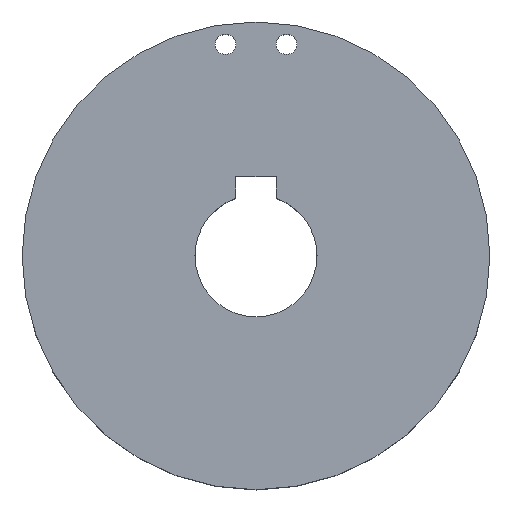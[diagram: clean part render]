
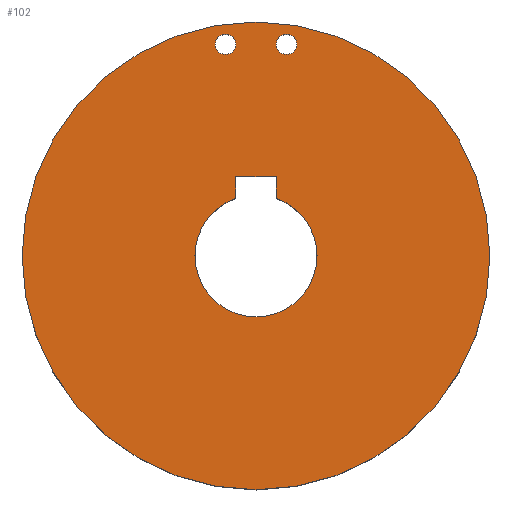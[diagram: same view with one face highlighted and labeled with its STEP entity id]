
A CAD part, top view. The second image highlights one B-rep face of the part: STEP entity #102.
In plain terms, the highlighted planar face has unit normal (0, 0, 1).
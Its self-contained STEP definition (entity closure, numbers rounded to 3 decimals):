
#7 = CARTESIAN_POINT ( 'NONE',  ( -3., 20.8, 0. ) ) ;
#11 = CARTESIAN_POINT ( 'NONE',  ( -2., 5.657, 0. ) ) ;
#13 = VERTEX_POINT ( 'NONE', #699 ) ;
#21 = CIRCLE ( 'NONE', #878, 6. ) ;
#35 = DIRECTION ( 'NONE',  ( 0., 0., -1. ) ) ;
#47 = ORIENTED_EDGE ( 'NONE', *, *, #687, .T. ) ;
#56 = CARTESIAN_POINT ( 'NONE',  ( -6., 0., 0. ) ) ;
#73 = AXIS2_PLACEMENT_3D ( 'NONE', #662, #297, #220 ) ;
#77 = VERTEX_POINT ( 'NONE', #542 ) ;
#78 = FACE_BOUND ( 'NONE', #459, .T. ) ;
#95 = EDGE_LOOP ( 'NONE', ( #578, #336 ) ) ;
#102 = ADVANCED_FACE ( 'NONE', ( #78, #493, #919, #276 ), #646, .T. ) ;
#110 = EDGE_CURVE ( 'NONE', #359, #525, #122, .T. ) ;
#122 = CIRCLE ( 'NONE', #701, 23. ) ;
#129 = DIRECTION ( 'NONE',  ( 0., 1., 0. ) ) ;
#132 = CIRCLE ( 'NONE', #290, 1. ) ;
#138 = DIRECTION ( 'NONE',  ( 0., 0., 1. ) ) ;
#145 = CIRCLE ( 'NONE', #579, 1. ) ;
#148 = ORIENTED_EDGE ( 'NONE', *, *, #242, .F. ) ;
#154 = DIRECTION ( 'NONE',  ( 0., 1., 0. ) ) ;
#177 = DIRECTION ( 'NONE',  ( -1., 0., 0. ) ) ;
#181 = VERTEX_POINT ( 'NONE', #520 ) ;
#191 = EDGE_CURVE ( 'NONE', #291, #77, #229, .T. ) ;
#199 = EDGE_LOOP ( 'NONE', ( #482, #711, #892, #420, #148, #821 ) ) ;
#200 = LINE ( 'NONE', #522, #375 ) ;
#212 = DIRECTION ( 'NONE',  ( 0., 0., -1. ) ) ;
#214 = CIRCLE ( 'NONE', #73, 6. ) ;
#220 = DIRECTION ( 'NONE',  ( 1., 0., 0. ) ) ;
#225 = VERTEX_POINT ( 'NONE', #302 ) ;
#227 = CARTESIAN_POINT ( 'NONE',  ( 0., 0., 0. ) ) ;
#229 = CIRCLE ( 'NONE', #305, 6. ) ;
#234 = ORIENTED_EDGE ( 'NONE', *, *, #387, .F. ) ;
#235 = AXIS2_PLACEMENT_3D ( 'NONE', #485, #138, #567 ) ;
#242 = EDGE_CURVE ( 'NONE', #774, #291, #214, .T. ) ;
#253 = EDGE_LOOP ( 'NONE', ( #657, #234 ) ) ;
#276 = FACE_OUTER_BOUND ( 'NONE', #253, .T. ) ;
#281 = EDGE_CURVE ( 'NONE', #181, #813, #341, .T. ) ;
#283 = EDGE_CURVE ( 'NONE', #225, #298, #145, .T. ) ;
#290 = AXIS2_PLACEMENT_3D ( 'NONE', #730, #362, #368 ) ;
#291 = VERTEX_POINT ( 'NONE', #582 ) ;
#297 = DIRECTION ( 'NONE',  ( 0., 0., 1. ) ) ;
#298 = VERTEX_POINT ( 'NONE', #594 ) ;
#302 = CARTESIAN_POINT ( 'NONE',  ( 2., 20.8, 0. ) ) ;
#304 = CARTESIAN_POINT ( 'NONE',  ( 2., 7.8, 0. ) ) ;
#305 = AXIS2_PLACEMENT_3D ( 'NONE', #227, #598, #742 ) ;
#334 = CARTESIAN_POINT ( 'NONE',  ( -3., 20.8, 0. ) ) ;
#336 = ORIENTED_EDGE ( 'NONE', *, *, #283, .F. ) ;
#341 = CIRCLE ( 'NONE', #559, 1. ) ;
#359 = VERTEX_POINT ( 'NONE', #531 ) ;
#362 = DIRECTION ( 'NONE',  ( 0., 0., 1. ) ) ;
#366 = CARTESIAN_POINT ( 'NONE',  ( 0., -23., 0. ) ) ;
#368 = DIRECTION ( 'NONE',  ( 1., 0., 0. ) ) ;
#375 = VECTOR ( 'NONE', #747, 1000. ) ;
#379 = DIRECTION ( 'NONE',  ( 1., 0., 0. ) ) ;
#387 = EDGE_CURVE ( 'NONE', #525, #359, #801, .T. ) ;
#392 = DIRECTION ( 'NONE',  ( 0., 1., 0. ) ) ;
#405 = VECTOR ( 'NONE', #647, 1000. ) ;
#410 = CARTESIAN_POINT ( 'NONE',  ( -4., 20.8, 0. ) ) ;
#420 = ORIENTED_EDGE ( 'NONE', *, *, #191, .F. ) ;
#432 = DIRECTION ( 'NONE',  ( 1., 0., 0. ) ) ;
#443 = DIRECTION ( 'NONE',  ( -1., 0., 0. ) ) ;
#449 = EDGE_CURVE ( 'NONE', #298, #225, #132, .T. ) ;
#459 = EDGE_LOOP ( 'NONE', ( #908, #47 ) ) ;
#482 = ORIENTED_EDGE ( 'NONE', *, *, #536, .T. ) ;
#485 = CARTESIAN_POINT ( 'NONE',  ( 0., 0., 0. ) ) ;
#493 = FACE_BOUND ( 'NONE', #95, .T. ) ;
#498 = EDGE_CURVE ( 'NONE', #13, #912, #200, .T. ) ;
#509 = VERTEX_POINT ( 'NONE', #11 ) ;
#513 = DIRECTION ( 'NONE',  ( 0., 0., -1. ) ) ;
#519 = LINE ( 'NONE', #304, #405 ) ;
#520 = CARTESIAN_POINT ( 'NONE',  ( -2., 20.8, 0. ) ) ;
#522 = CARTESIAN_POINT ( 'NONE',  ( 2., 7.8, 0. ) ) ;
#525 = VERTEX_POINT ( 'NONE', #366 ) ;
#531 = CARTESIAN_POINT ( 'NONE',  ( 0., 23., 0. ) ) ;
#534 = CIRCLE ( 'NONE', #931, 1. ) ;
#536 = EDGE_CURVE ( 'NONE', #509, #13, #756, .T. ) ;
#542 = CARTESIAN_POINT ( 'NONE',  ( 2., 5.657, 0. ) ) ;
#559 = AXIS2_PLACEMENT_3D ( 'NONE', #7, #513, #443 ) ;
#567 = DIRECTION ( 'NONE',  ( 0., -1., 0. ) ) ;
#578 = ORIENTED_EDGE ( 'NONE', *, *, #449, .F. ) ;
#579 = AXIS2_PLACEMENT_3D ( 'NONE', #738, #672, #432 ) ;
#582 = CARTESIAN_POINT ( 'NONE',  ( 6., 0., 0. ) ) ;
#593 = EDGE_CURVE ( 'NONE', #912, #77, #519, .T. ) ;
#594 = CARTESIAN_POINT ( 'NONE',  ( 4., 20.8, 0. ) ) ;
#598 = DIRECTION ( 'NONE',  ( 0., 0., 1. ) ) ;
#600 = CARTESIAN_POINT ( 'NONE',  ( -2., 7.8, 0. ) ) ;
#618 = CARTESIAN_POINT ( 'NONE',  ( 0., 0., 0. ) ) ;
#637 = EDGE_CURVE ( 'NONE', #509, #774, #21, .T. ) ;
#645 = CARTESIAN_POINT ( 'NONE',  ( 2., 7.8, 0. ) ) ;
#646 = PLANE ( 'NONE',  #235 ) ;
#647 = DIRECTION ( 'NONE',  ( 0., -1., 0. ) ) ;
#657 = ORIENTED_EDGE ( 'NONE', *, *, #110, .F. ) ;
#658 = CARTESIAN_POINT ( 'NONE',  ( 0., 0., 0. ) ) ;
#662 = CARTESIAN_POINT ( 'NONE',  ( 0., 0., 0. ) ) ;
#672 = DIRECTION ( 'NONE',  ( 0., 0., 1. ) ) ;
#687 = EDGE_CURVE ( 'NONE', #813, #181, #534, .T. ) ;
#690 = DIRECTION ( 'NONE',  ( 0., 0., 1. ) ) ;
#699 = CARTESIAN_POINT ( 'NONE',  ( -2., 7.8, 0. ) ) ;
#701 = AXIS2_PLACEMENT_3D ( 'NONE', #658, #212, #129 ) ;
#711 = ORIENTED_EDGE ( 'NONE', *, *, #498, .T. ) ;
#730 = CARTESIAN_POINT ( 'NONE',  ( 3., 20.8, 0. ) ) ;
#738 = CARTESIAN_POINT ( 'NONE',  ( 3., 20.8, 0. ) ) ;
#742 = DIRECTION ( 'NONE',  ( 1., 0., 0. ) ) ;
#747 = DIRECTION ( 'NONE',  ( 1., 0., 0. ) ) ;
#756 = LINE ( 'NONE', #600, #927 ) ;
#761 = AXIS2_PLACEMENT_3D ( 'NONE', #835, #898, #392 ) ;
#774 = VERTEX_POINT ( 'NONE', #56 ) ;
#801 = CIRCLE ( 'NONE', #761, 23. ) ;
#813 = VERTEX_POINT ( 'NONE', #410 ) ;
#821 = ORIENTED_EDGE ( 'NONE', *, *, #637, .F. ) ;
#835 = CARTESIAN_POINT ( 'NONE',  ( 0., 0., 0. ) ) ;
#878 = AXIS2_PLACEMENT_3D ( 'NONE', #618, #690, #379 ) ;
#892 = ORIENTED_EDGE ( 'NONE', *, *, #593, .T. ) ;
#898 = DIRECTION ( 'NONE',  ( 0., 0., -1. ) ) ;
#908 = ORIENTED_EDGE ( 'NONE', *, *, #281, .T. ) ;
#912 = VERTEX_POINT ( 'NONE', #645 ) ;
#919 = FACE_BOUND ( 'NONE', #199, .T. ) ;
#927 = VECTOR ( 'NONE', #154, 1000. ) ;
#931 = AXIS2_PLACEMENT_3D ( 'NONE', #334, #35, #177 ) ;
